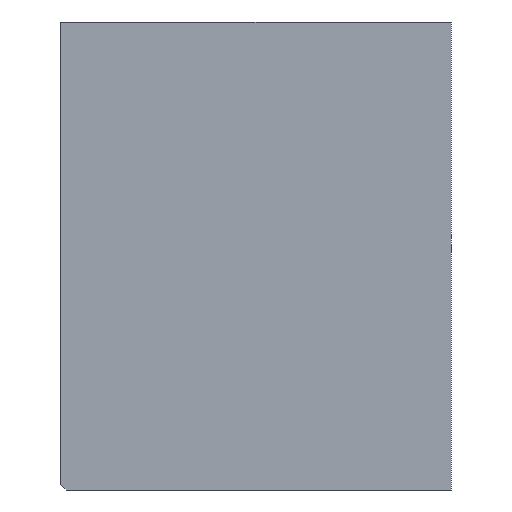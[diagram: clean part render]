
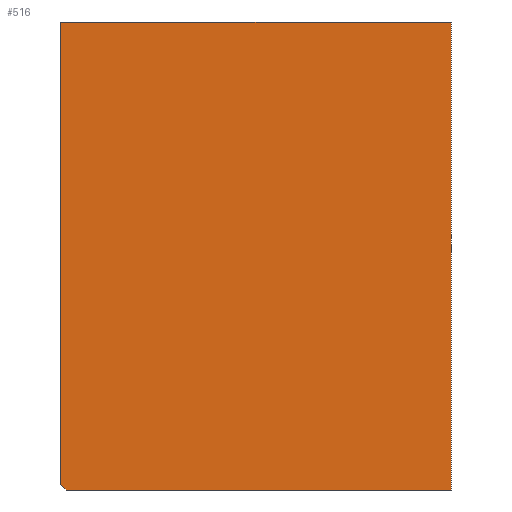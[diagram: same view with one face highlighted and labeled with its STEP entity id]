
A CAD part, front view. The second image highlights one B-rep face of the part: STEP entity #516.
In plain terms, the highlighted planar face has unit normal (0, -1, 0).
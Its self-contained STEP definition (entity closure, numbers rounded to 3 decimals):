
#9 = CARTESIAN_POINT ( 'NONE',  ( -17.25, 0., -21.25 ) ) ;
#14 = EDGE_CURVE ( 'NONE', #89, #683, #220, .T. ) ;
#25 = CARTESIAN_POINT ( 'NONE',  ( -17.75, 0., -20.75 ) ) ;
#39 = VECTOR ( 'NONE', #646, 1000. ) ;
#48 = VECTOR ( 'NONE', #130, 1000. ) ;
#63 = DIRECTION ( 'NONE',  ( 0., 0., -1. ) ) ;
#64 = CARTESIAN_POINT ( 'NONE',  ( -17.75, 0., 21.25 ) ) ;
#68 = DIRECTION ( 'NONE',  ( 0., 0., -1. ) ) ;
#76 = EDGE_CURVE ( 'NONE', #642, #89, #546, .T. ) ;
#88 = VECTOR ( 'NONE', #63, 1000. ) ;
#89 = VERTEX_POINT ( 'NONE', #492 ) ;
#98 = CARTESIAN_POINT ( 'NONE',  ( -17.75, 0., -21.25 ) ) ;
#103 = VERTEX_POINT ( 'NONE', #9 ) ;
#123 = PLANE ( 'NONE',  #270 ) ;
#130 = DIRECTION ( 'NONE',  ( 0.707, 0., -0.707 ) ) ;
#157 = EDGE_LOOP ( 'NONE', ( #410, #701, #657, #305, #697 ) ) ;
#167 = CARTESIAN_POINT ( 'NONE',  ( 17.75, 0., -21.25 ) ) ;
#171 = VECTOR ( 'NONE', #280, 1000. ) ;
#198 = EDGE_CURVE ( 'NONE', #642, #103, #399, .T. ) ;
#220 = LINE ( 'NONE', #428, #39 ) ;
#270 = AXIS2_PLACEMENT_3D ( 'NONE', #337, #548, #68 ) ;
#280 = DIRECTION ( 'NONE',  ( 0., 0., 1. ) ) ;
#305 = ORIENTED_EDGE ( 'NONE', *, *, #506, .F. ) ;
#311 = DIRECTION ( 'NONE',  ( -1., 0., 0. ) ) ;
#333 = VECTOR ( 'NONE', #311, 1000. ) ;
#334 = LINE ( 'NONE', #545, #88 ) ;
#337 = CARTESIAN_POINT ( 'NONE',  ( 0., 0., 0. ) ) ;
#346 = EDGE_CURVE ( 'NONE', #460, #103, #579, .T. ) ;
#399 = LINE ( 'NONE', #614, #48 ) ;
#407 = CARTESIAN_POINT ( 'NONE',  ( 17.75, 0., 21.25 ) ) ;
#410 = ORIENTED_EDGE ( 'NONE', *, *, #76, .F. ) ;
#428 = CARTESIAN_POINT ( 'NONE',  ( -17.75, 0., 21.25 ) ) ;
#460 = VERTEX_POINT ( 'NONE', #167 ) ;
#492 = CARTESIAN_POINT ( 'NONE',  ( -17.75, 0., 21.25 ) ) ;
#506 = EDGE_CURVE ( 'NONE', #683, #460, #334, .T. ) ;
#516 = ADVANCED_FACE ( 'NONE', ( #605 ), #123, .T. ) ;
#545 = CARTESIAN_POINT ( 'NONE',  ( 17.75, 0., 21.25 ) ) ;
#546 = LINE ( 'NONE', #64, #171 ) ;
#548 = DIRECTION ( 'NONE',  ( 0., -1., 0. ) ) ;
#579 = LINE ( 'NONE', #98, #333 ) ;
#605 = FACE_OUTER_BOUND ( 'NONE', #157, .T. ) ;
#614 = CARTESIAN_POINT ( 'NONE',  ( -19.25, 0., -19.25 ) ) ;
#642 = VERTEX_POINT ( 'NONE', #25 ) ;
#646 = DIRECTION ( 'NONE',  ( 1., 0., 0. ) ) ;
#657 = ORIENTED_EDGE ( 'NONE', *, *, #346, .F. ) ;
#683 = VERTEX_POINT ( 'NONE', #407 ) ;
#697 = ORIENTED_EDGE ( 'NONE', *, *, #14, .F. ) ;
#701 = ORIENTED_EDGE ( 'NONE', *, *, #198, .T. ) ;
